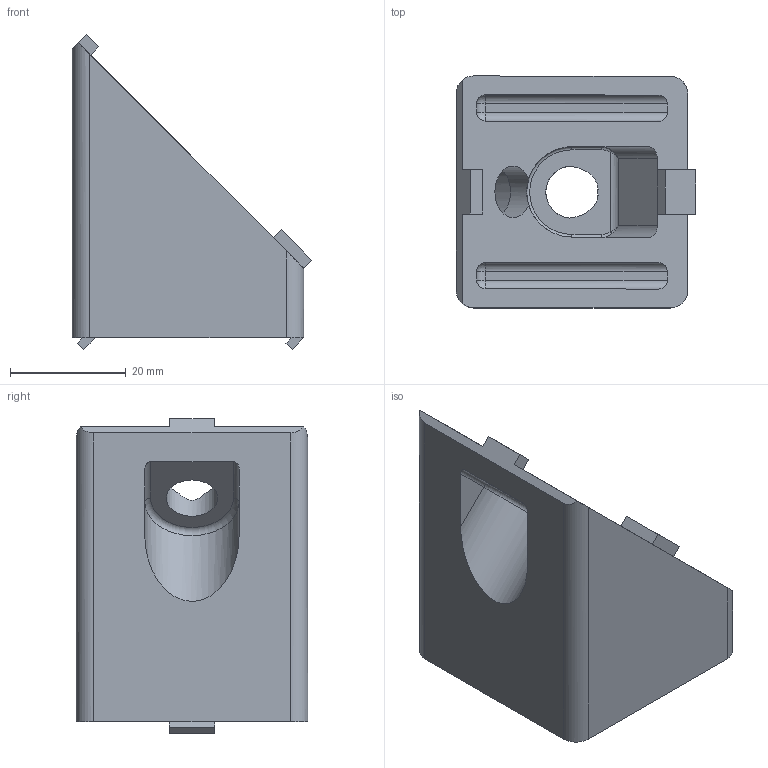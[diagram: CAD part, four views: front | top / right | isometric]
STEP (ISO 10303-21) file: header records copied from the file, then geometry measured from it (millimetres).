
FILE_DESCRIPTION(/* description */ ('Łącznik kątowy 45° 40-8'),/* implementation_level */ '2;1');
FILE_NAME(/* name */ '304046.stp',/* time_stamp */ '2022-10-07T08:29:11+02:00',/* author */ ('aluteckkpl_am'),/* organization */ (''),/* preprocessor_version */ 'ST-DEVELOPER v18.1',/* originating_system */ 'Autodesk Inventor 2021',/* authorisation */ '');
FILE_SCHEMA (('CONFIG_CONTROL_DESIGN'));
Length unit declared in the file: millimetre
Products named in the file (1): 304046
Bounding box: 41.41 x 40 x 54.35 mm (x, y, z)
Volume: 33613.7 mm3; surface area: 13793.9 mm2
Topology: 1 solids, 1 shells, 115 faces, 274 edges, 164 vertices
Faces by surface type: plane 54, cylinder 43, sphere 12, bspline 4, torus 2
Full cylindrical faces by diameter (mm): 8.86 x1
Entity records: 3403 total; most frequent: CARTESIAN_POINT 647, DIRECTION 591, ORIENTED_EDGE 544, EDGE_CURVE 272, AXIS2_PLACEMENT_3D 210, LINE 171, VECTOR 171, VERTEX_POINT 164
